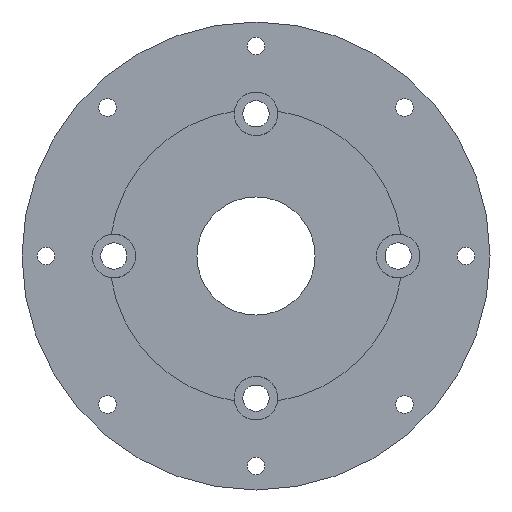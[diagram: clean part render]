
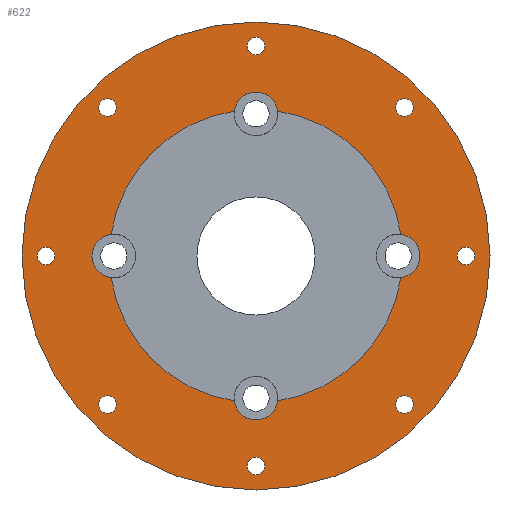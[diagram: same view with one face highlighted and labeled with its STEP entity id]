
A CAD part, front view. The second image highlights one B-rep face of the part: STEP entity #622.
In plain terms, the highlighted planar face has unit normal (0, -1, 0).
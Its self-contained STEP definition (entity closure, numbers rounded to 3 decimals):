
#24=FACE_BOUND('',#115,.T.);
#25=FACE_BOUND('',#116,.T.);
#26=FACE_BOUND('',#117,.T.);
#27=FACE_BOUND('',#118,.T.);
#28=FACE_BOUND('',#119,.T.);
#29=FACE_BOUND('',#120,.T.);
#30=FACE_BOUND('',#121,.T.);
#31=FACE_BOUND('',#122,.T.);
#32=FACE_BOUND('',#123,.T.);
#52=PLANE('',#718);
#78=FACE_OUTER_BOUND('',#114,.T.);
#114=EDGE_LOOP('',(#516));
#115=EDGE_LOOP('',(#517));
#116=EDGE_LOOP('',(#518));
#117=EDGE_LOOP('',(#519));
#118=EDGE_LOOP('',(#520));
#119=EDGE_LOOP('',(#521));
#120=EDGE_LOOP('',(#522));
#121=EDGE_LOOP('',(#523));
#122=EDGE_LOOP('',(#524));
#123=EDGE_LOOP('',(#525,#526,#527,#528,#529,#530,#531,#532,#533));
#199=CIRCLE('',#646,2.);
#201=CIRCLE('',#649,2.);
#203=CIRCLE('',#652,2.);
#205=CIRCLE('',#655,2.);
#207=CIRCLE('',#658,2.);
#209=CIRCLE('',#661,2.);
#211=CIRCLE('',#664,2.);
#213=CIRCLE('',#667,2.);
#223=CIRCLE('',#682,5.);
#228=CIRCLE('',#689,5.);
#231=CIRCLE('',#692,5.);
#232=CIRCLE('',#695,5.);
#237=CIRCLE('',#702,5.);
#242=CIRCLE('',#709,33.5);
#248=CIRCLE('',#717,33.5);
#249=CIRCLE('',#719,53.5);
#250=CIRCLE('',#720,33.5);
#251=CIRCLE('',#721,33.5);
#259=VERTEX_POINT('',#955);
#261=VERTEX_POINT('',#961);
#263=VERTEX_POINT('',#967);
#265=VERTEX_POINT('',#973);
#267=VERTEX_POINT('',#979);
#269=VERTEX_POINT('',#985);
#271=VERTEX_POINT('',#991);
#273=VERTEX_POINT('',#997);
#283=VERTEX_POINT('',#1027);
#285=VERTEX_POINT('',#1030);
#290=VERTEX_POINT('',#1043);
#292=VERTEX_POINT('',#1047);
#293=VERTEX_POINT('',#1049);
#296=VERTEX_POINT('',#1059);
#298=VERTEX_POINT('',#1062);
#303=VERTEX_POINT('',#1076);
#305=VERTEX_POINT('',#1079);
#311=VERTEX_POINT('',#1104);
#315=EDGE_CURVE('',#259,#259,#199,.T.);
#318=EDGE_CURVE('',#261,#261,#201,.T.);
#321=EDGE_CURVE('',#263,#263,#203,.T.);
#324=EDGE_CURVE('',#265,#265,#205,.T.);
#327=EDGE_CURVE('',#267,#267,#207,.T.);
#330=EDGE_CURVE('',#269,#269,#209,.T.);
#333=EDGE_CURVE('',#271,#271,#211,.T.);
#336=EDGE_CURVE('',#273,#273,#213,.T.);
#352=EDGE_CURVE('',#285,#283,#223,.F.);
#361=EDGE_CURVE('',#293,#292,#228,.F.);
#365=EDGE_CURVE('',#290,#293,#231,.F.);
#367=EDGE_CURVE('',#298,#296,#232,.F.);
#375=EDGE_CURVE('',#305,#303,#237,.F.);
#382=EDGE_CURVE('',#296,#285,#242,.T.);
#388=EDGE_CURVE('',#303,#290,#248,.T.);
#389=EDGE_CURVE('',#311,#311,#249,.T.);
#390=EDGE_CURVE('',#283,#305,#250,.T.);
#391=EDGE_CURVE('',#292,#298,#251,.T.);
#516=ORIENTED_EDGE('',*,*,#389,.F.);
#517=ORIENTED_EDGE('',*,*,#315,.T.);
#518=ORIENTED_EDGE('',*,*,#318,.T.);
#519=ORIENTED_EDGE('',*,*,#321,.T.);
#520=ORIENTED_EDGE('',*,*,#324,.T.);
#521=ORIENTED_EDGE('',*,*,#327,.T.);
#522=ORIENTED_EDGE('',*,*,#330,.T.);
#523=ORIENTED_EDGE('',*,*,#333,.T.);
#524=ORIENTED_EDGE('',*,*,#336,.T.);
#525=ORIENTED_EDGE('',*,*,#352,.T.);
#526=ORIENTED_EDGE('',*,*,#390,.T.);
#527=ORIENTED_EDGE('',*,*,#375,.T.);
#528=ORIENTED_EDGE('',*,*,#388,.T.);
#529=ORIENTED_EDGE('',*,*,#365,.T.);
#530=ORIENTED_EDGE('',*,*,#361,.T.);
#531=ORIENTED_EDGE('',*,*,#391,.T.);
#532=ORIENTED_EDGE('',*,*,#367,.T.);
#533=ORIENTED_EDGE('',*,*,#382,.T.);
#622=ADVANCED_FACE('',(#78,#24,#25,#26,#27,#28,#29,#30,#31,#32),#52,.F.);
#646=AXIS2_PLACEMENT_3D('',#956,#743,#744);
#649=AXIS2_PLACEMENT_3D('',#962,#750,#751);
#652=AXIS2_PLACEMENT_3D('',#968,#757,#758);
#655=AXIS2_PLACEMENT_3D('',#974,#764,#765);
#658=AXIS2_PLACEMENT_3D('',#980,#771,#772);
#661=AXIS2_PLACEMENT_3D('',#986,#778,#779);
#664=AXIS2_PLACEMENT_3D('',#992,#785,#786);
#667=AXIS2_PLACEMENT_3D('',#998,#792,#793);
#682=AXIS2_PLACEMENT_3D('',#1031,#828,#829);
#689=AXIS2_PLACEMENT_3D('',#1050,#846,#847);
#692=AXIS2_PLACEMENT_3D('',#1056,#853,#854);
#695=AXIS2_PLACEMENT_3D('',#1063,#860,#861);
#702=AXIS2_PLACEMENT_3D('',#1080,#877,#878);
#709=AXIS2_PLACEMENT_3D('',#1093,#893,#894);
#717=AXIS2_PLACEMENT_3D('',#1102,#909,#910);
#718=AXIS2_PLACEMENT_3D('',#1103,#911,#912);
#719=AXIS2_PLACEMENT_3D('',#1105,#913,#914);
#720=AXIS2_PLACEMENT_3D('',#1106,#915,#916);
#721=AXIS2_PLACEMENT_3D('',#1107,#917,#918);
#743=DIRECTION('center_axis',(0.,1.,0.));
#744=DIRECTION('ref_axis',(-1.,0.,0.));
#750=DIRECTION('center_axis',(0.,1.,0.));
#751=DIRECTION('ref_axis',(-1.,0.,0.));
#757=DIRECTION('center_axis',(0.,1.,0.));
#758=DIRECTION('ref_axis',(-1.,0.,0.));
#764=DIRECTION('center_axis',(0.,1.,0.));
#765=DIRECTION('ref_axis',(-1.,0.,0.));
#771=DIRECTION('center_axis',(0.,1.,0.));
#772=DIRECTION('ref_axis',(-1.,0.,0.));
#778=DIRECTION('center_axis',(0.,1.,0.));
#779=DIRECTION('ref_axis',(-1.,0.,0.));
#785=DIRECTION('center_axis',(0.,1.,0.));
#786=DIRECTION('ref_axis',(-1.,0.,0.));
#792=DIRECTION('center_axis',(0.,1.,0.));
#793=DIRECTION('ref_axis',(-1.,0.,0.));
#828=DIRECTION('center_axis',(0.,-1.,0.));
#829=DIRECTION('ref_axis',(1.,0.,0.));
#846=DIRECTION('center_axis',(0.,-1.,0.));
#847=DIRECTION('ref_axis',(1.,0.,0.));
#853=DIRECTION('center_axis',(0.,-1.,0.));
#854=DIRECTION('ref_axis',(1.,0.,0.));
#860=DIRECTION('center_axis',(0.,-1.,0.));
#861=DIRECTION('ref_axis',(1.,0.,0.));
#877=DIRECTION('center_axis',(0.,-1.,0.));
#878=DIRECTION('ref_axis',(1.,0.,0.));
#893=DIRECTION('center_axis',(0.,1.,0.));
#894=DIRECTION('ref_axis',(1.,0.,0.));
#909=DIRECTION('center_axis',(0.,1.,0.));
#910=DIRECTION('ref_axis',(1.,0.,0.));
#911=DIRECTION('center_axis',(0.,1.,0.));
#912=DIRECTION('ref_axis',(1.,0.,0.));
#913=DIRECTION('center_axis',(0.,1.,0.));
#914=DIRECTION('ref_axis',(1.,0.,0.));
#915=DIRECTION('center_axis',(0.,1.,0.));
#916=DIRECTION('ref_axis',(1.,0.,0.));
#917=DIRECTION('center_axis',(0.,1.,0.));
#918=DIRECTION('ref_axis',(1.,0.,0.));
#955=CARTESIAN_POINT('',(75.941,-3.,73.941));
#956=CARTESIAN_POINT('Origin',(73.941,-3.,73.941));
#961=CARTESIAN_POINT('',(8.059,-3.,6.059));
#962=CARTESIAN_POINT('Origin',(6.059,-3.,6.059));
#967=CARTESIAN_POINT('',(42.,-3.,88.));
#968=CARTESIAN_POINT('Origin',(40.,-3.,88.));
#973=CARTESIAN_POINT('',(42.,-3.,-8.));
#974=CARTESIAN_POINT('Origin',(40.,-3.,-8.));
#979=CARTESIAN_POINT('',(90.,-3.,40.));
#980=CARTESIAN_POINT('Origin',(88.,-3.,40.));
#985=CARTESIAN_POINT('',(-6.,-3.,40.));
#986=CARTESIAN_POINT('Origin',(-8.,-3.,40.));
#991=CARTESIAN_POINT('',(8.059,-3.,73.941));
#992=CARTESIAN_POINT('Origin',(6.059,-3.,73.941));
#997=CARTESIAN_POINT('',(75.941,-3.,6.059));
#998=CARTESIAN_POINT('Origin',(73.941,-3.,6.059));
#1027=CARTESIAN_POINT('',(73.131,-3.,35.04));
#1030=CARTESIAN_POINT('',(73.131,-3.,44.96));
#1031=CARTESIAN_POINT('Origin',(72.5,-3.,40.));
#1043=CARTESIAN_POINT('',(6.869,-3.,35.04));
#1047=CARTESIAN_POINT('',(6.869,-3.,44.96));
#1049=CARTESIAN_POINT('',(2.5,-3.,40.));
#1050=CARTESIAN_POINT('Origin',(7.5,-3.,40.));
#1056=CARTESIAN_POINT('Origin',(7.5,-3.,40.));
#1059=CARTESIAN_POINT('',(44.96,-3.,73.131));
#1062=CARTESIAN_POINT('',(35.04,-3.,73.131));
#1063=CARTESIAN_POINT('Origin',(40.,-3.,72.5));
#1076=CARTESIAN_POINT('',(35.04,-3.,6.869));
#1079=CARTESIAN_POINT('',(44.96,-3.,6.869));
#1080=CARTESIAN_POINT('Origin',(40.,-3.,7.5));
#1093=CARTESIAN_POINT('Origin',(40.,-3.,40.));
#1102=CARTESIAN_POINT('Origin',(40.,-3.,40.));
#1103=CARTESIAN_POINT('Origin',(40.,-3.,40.));
#1104=CARTESIAN_POINT('',(-13.5,-3.,40.));
#1105=CARTESIAN_POINT('Origin',(40.,-3.,40.));
#1106=CARTESIAN_POINT('Origin',(40.,-3.,40.));
#1107=CARTESIAN_POINT('Origin',(40.,-3.,40.));
